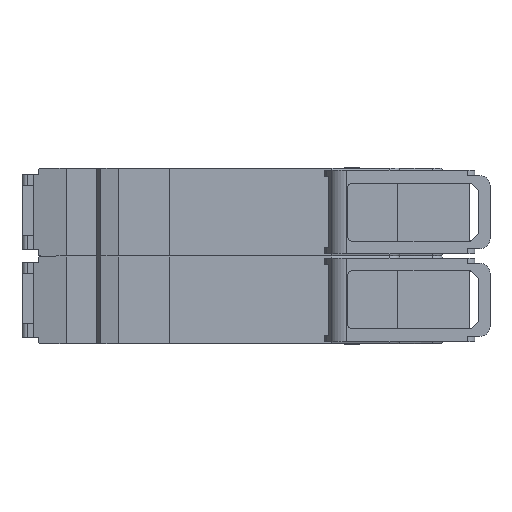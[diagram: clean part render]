
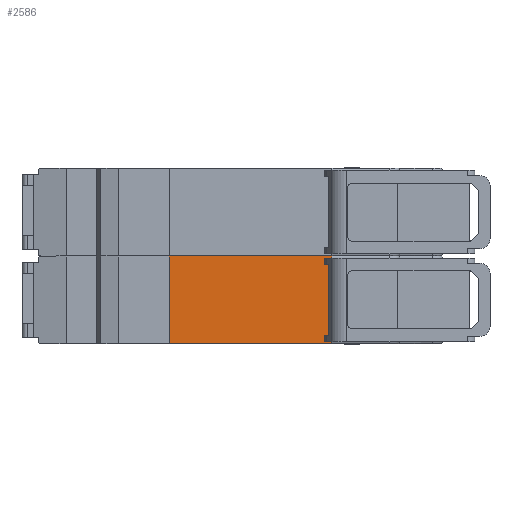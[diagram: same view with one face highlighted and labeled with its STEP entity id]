
A CAD part, front view. The second image highlights one B-rep face of the part: STEP entity #2586.
In plain terms, the highlighted planar face has unit normal (0, -1, 0).
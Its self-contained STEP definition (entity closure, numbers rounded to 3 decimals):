
#2586=ADVANCED_FACE('',(#5950),#4643,.T.);
#4643=PLANE('',#36831);
#5950=FACE_OUTER_BOUND('',#7828,.T.);
#7828=EDGE_LOOP('',(#10623,#10624,#10625,#10626,#10627,#10628,#10629,#10630,
#10631,#10632,#10633,#10634));
#10623=ORIENTED_EDGE('',*,*,#24481,.T.);
#10624=ORIENTED_EDGE('',*,*,#24482,.T.);
#10625=ORIENTED_EDGE('',*,*,#24478,.F.);
#10626=ORIENTED_EDGE('',*,*,#24483,.F.);
#10627=ORIENTED_EDGE('',*,*,#24484,.T.);
#10628=ORIENTED_EDGE('',*,*,#24485,.T.);
#10629=ORIENTED_EDGE('',*,*,#24486,.T.);
#10630=ORIENTED_EDGE('',*,*,#24487,.T.);
#10631=ORIENTED_EDGE('',*,*,#24488,.T.);
#10632=ORIENTED_EDGE('',*,*,#24489,.T.);
#10633=ORIENTED_EDGE('',*,*,#24490,.T.);
#10634=ORIENTED_EDGE('',*,*,#24491,.T.);
#21123=VERTEX_POINT('',#50498);
#21124=VERTEX_POINT('',#50499);
#21125=VERTEX_POINT('',#50504);
#21126=VERTEX_POINT('',#50505);
#21127=VERTEX_POINT('',#50508);
#21128=VERTEX_POINT('',#50510);
#21129=VERTEX_POINT('',#50512);
#21130=VERTEX_POINT('',#50514);
#21131=VERTEX_POINT('',#50516);
#21132=VERTEX_POINT('',#50518);
#21133=VERTEX_POINT('',#50520);
#21134=VERTEX_POINT('',#50522);
#24478=EDGE_CURVE('',#21123,#21124,#29718,.T.);
#24481=EDGE_CURVE('',#21125,#21126,#29721,.T.);
#24482=EDGE_CURVE('',#21126,#21124,#29722,.T.);
#24483=EDGE_CURVE('',#21127,#21123,#29723,.T.);
#24484=EDGE_CURVE('',#21127,#21128,#29724,.T.);
#24485=EDGE_CURVE('',#21128,#21129,#29725,.T.);
#24486=EDGE_CURVE('',#21129,#21130,#29726,.T.);
#24487=EDGE_CURVE('',#21130,#21131,#29727,.T.);
#24488=EDGE_CURVE('',#21131,#21132,#29728,.T.);
#24489=EDGE_CURVE('',#21132,#21133,#29729,.T.);
#24490=EDGE_CURVE('',#21133,#21134,#29730,.T.);
#24491=EDGE_CURVE('',#21134,#21125,#29731,.T.);
#29718=LINE('',#50497,#33288);
#29721=LINE('',#50503,#33291);
#29722=LINE('',#50506,#33292);
#29723=LINE('',#50507,#33293);
#29724=LINE('',#50509,#33294);
#29725=LINE('',#50511,#33295);
#29726=LINE('',#50513,#33296);
#29727=LINE('',#50515,#33297);
#29728=LINE('',#50517,#33298);
#29729=LINE('',#50519,#33299);
#29730=LINE('',#50521,#33300);
#29731=LINE('',#50523,#33301);
#33288=VECTOR('',#40203,1.);
#33291=VECTOR('',#40208,1.);
#33292=VECTOR('',#40209,1.);
#33293=VECTOR('',#40210,1.);
#33294=VECTOR('',#40211,1.);
#33295=VECTOR('',#40212,1.);
#33296=VECTOR('',#40213,1.);
#33297=VECTOR('',#40214,1.);
#33298=VECTOR('',#40215,1.);
#33299=VECTOR('',#40216,1.);
#33300=VECTOR('',#40217,1.);
#33301=VECTOR('',#40218,1.);
#36831=AXIS2_PLACEMENT_3D('',#50524,#40219,#40220);
#40203=DIRECTION('',(0.,0.,1.));
#40208=DIRECTION('',(0.,0.,1.));
#40209=DIRECTION('',(-1.,0.,0.));
#40210=DIRECTION('',(-1.,0.,0.));
#40211=DIRECTION('',(0.,0.,1.));
#40212=DIRECTION('',(0.,0.,1.));
#40213=DIRECTION('',(0.,0.,1.));
#40214=DIRECTION('',(1.,0.,0.));
#40215=DIRECTION('',(0.,0.,1.));
#40216=DIRECTION('',(-1.,0.,0.));
#40217=DIRECTION('',(0.,0.,1.));
#40218=DIRECTION('',(0.,0.,1.));
#40219=DIRECTION('',(0.,-1.,0.));
#40220=DIRECTION('',(0.,0.,-1.));
#50497=CARTESIAN_POINT('',(-4.,-55.8,-17.5));
#50498=CARTESIAN_POINT('',(-4.,-55.8,-35.));
#50499=CARTESIAN_POINT('',(-4.,-55.8,-17.5));
#50503=CARTESIAN_POINT('',(30.5,-55.8,-17.5));
#50504=CARTESIAN_POINT('',(30.5,-55.8,-17.9));
#50505=CARTESIAN_POINT('',(30.5,-55.8,-17.5));
#50506=CARTESIAN_POINT('',(-4.,-55.8,-17.5));
#50507=CARTESIAN_POINT('',(-4.,-55.8,-35.));
#50508=CARTESIAN_POINT('',(30.5,-55.8,-35.));
#50509=CARTESIAN_POINT('',(30.5,-55.8,-35.));
#50510=CARTESIAN_POINT('',(30.5,-55.8,-34.6));
#50511=CARTESIAN_POINT('',(30.5,-55.8,-35.));
#50512=CARTESIAN_POINT('',(30.5,-55.8,-33.35));
#50513=CARTESIAN_POINT('',(30.5,-55.8,-35.));
#50514=CARTESIAN_POINT('',(30.5,-55.8,-33.2));
#50515=CARTESIAN_POINT('',(30.95,-55.8,-33.2));
#50516=CARTESIAN_POINT('',(31.4,-55.8,-33.2));
#50517=CARTESIAN_POINT('',(31.4,-55.8,-33.2));
#50518=CARTESIAN_POINT('',(31.4,-55.8,-19.3));
#50519=CARTESIAN_POINT('',(30.95,-55.8,-19.3));
#50520=CARTESIAN_POINT('',(30.5,-55.8,-19.3));
#50521=CARTESIAN_POINT('',(30.5,-55.8,-35.));
#50522=CARTESIAN_POINT('',(30.5,-55.8,-19.15));
#50523=CARTESIAN_POINT('',(30.5,-55.8,-35.));
#50524=CARTESIAN_POINT('',(-4.,-55.8,-17.5));
